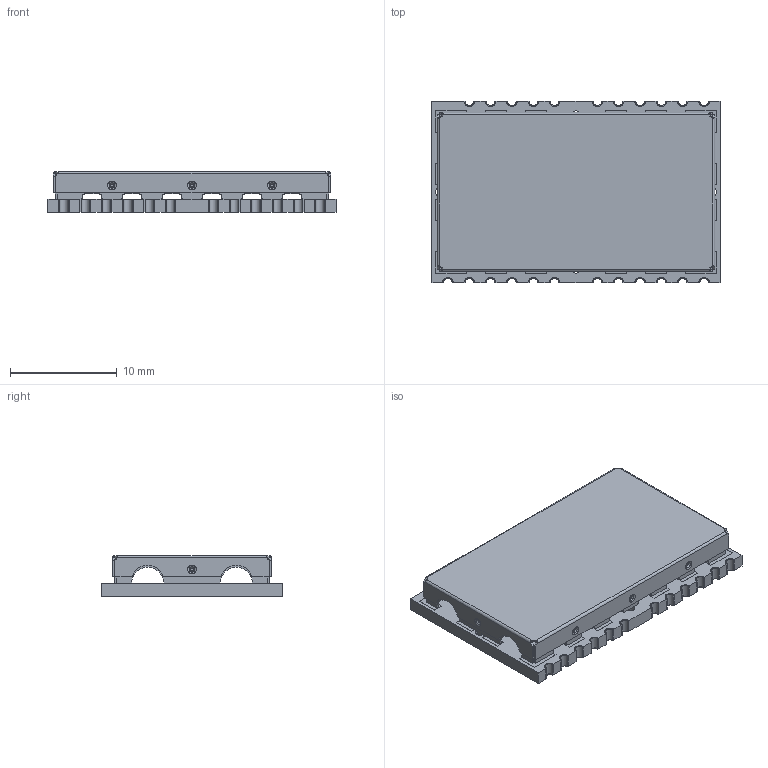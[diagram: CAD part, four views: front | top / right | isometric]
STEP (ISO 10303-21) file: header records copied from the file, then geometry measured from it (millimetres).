
FILE_DESCRIPTION( ( 'Unknown' ), '1' );
FILE_NAME( 'AMB3626-M.stp', 'Unknown', ( 'Unknown' ), ( 'Unknown' ), 'PSStep 19.0.9', 'Unknown', ' ' );
FILE_SCHEMA( ( 'AUTOMOTIVE_DESIGN { 1 0 10303 214 1 1 1 1 }' ) );
Length unit declared in the file: millimetre
Products named in the file (22): ShieldingCabinet; AMB004F; AMB004C; Assem1; PCB; asmPad; solderPin
Assembly tree (43 placements, depth 3):
  Assem1
    PCB
    asmPad
    asmPad
    asmPad
    asmPad
    asmPad
    asmPad
    asmPad
    asmPad
    asmPad
    asmPad
    asmPad
    asmPad
    asmPad
    asmPad
    asmPad
    asmPad
    solderPin  x23
    ShieldingCabinet
      AMB004F
      AMB004C
Bounding box: 27 x 17 x 3.84 mm (x, y, z)
Volume: 724.8 mm3; surface area: 2995.6 mm2
Topology: 42 solids, 42 shells, 882 faces, 2130 edges, 1364 vertices
Faces by surface type: plane 661, cylinder 157, bspline 24, torus 24, cone 16
Full cylindrical faces by diameter (mm): 0.8 x8, 0.9 x4
Entity records: 25422 total; most frequent: CARTESIAN_POINT 4117, DIRECTION 3158, ORIENTED_EDGE 3132, EDGE_CURVE 1566, LINE 1276, VECTOR 1276, VERTEX_POINT 1036, AXIS2_PLACEMENT_3D 941
